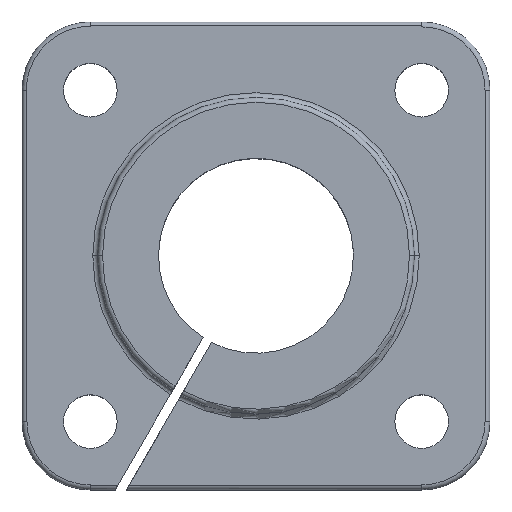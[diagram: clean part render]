
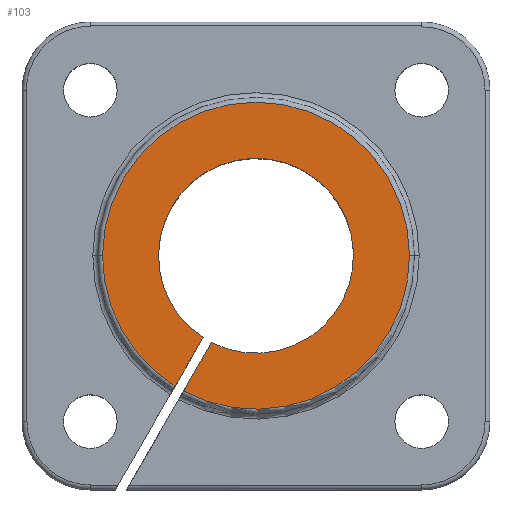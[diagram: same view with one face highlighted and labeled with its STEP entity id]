
A CAD part, top view. The second image highlights one B-rep face of the part: STEP entity #103.
In plain terms, the highlighted planar face has unit normal (0, 0, 1).
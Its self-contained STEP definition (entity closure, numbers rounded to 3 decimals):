
#103 = ADVANCED_FACE( '', ( #194 ), #195, .T. );
#194 = FACE_OUTER_BOUND( '', #324, .T. );
#195 = PLANE( '', #325 );
#324 = EDGE_LOOP( '', ( #608, #609, #610, #611, #612, #613, #614 ) );
#325 = AXIS2_PLACEMENT_3D( '', #615, #616, #617 );
#608 = ORIENTED_EDGE( '', *, *, #958, .T. );
#609 = ORIENTED_EDGE( '', *, *, #961, .T. );
#610 = ORIENTED_EDGE( '', *, *, #910, .T. );
#611 = ORIENTED_EDGE( '', *, *, #967, .T. );
#612 = ORIENTED_EDGE( '', *, *, #973, .T. );
#613 = ORIENTED_EDGE( '', *, *, #906, .T. );
#614 = ORIENTED_EDGE( '', *, *, #903, .T. );
#615 = CARTESIAN_POINT( '', ( 0., 63.75, 40. ) );
#616 = DIRECTION( '', ( 0., 0., 1. ) );
#617 = DIRECTION( '', ( 0., 1., 0. ) );
#903 = EDGE_CURVE( '', #1072, #1074, #1076, .T. );
#906 = EDGE_CURVE( '', #1078, #1072, #1081, .T. );
#910 = EDGE_CURVE( '', #1083, #1087, #1089, .T. );
#958 = EDGE_CURVE( '', #1074, #1168, #1170, .T. );
#961 = EDGE_CURVE( '', #1168, #1083, #1174, .T. );
#967 = EDGE_CURVE( '', #1087, #1182, #1184, .T. );
#973 = EDGE_CURVE( '', #1182, #1078, #1193, .T. );
#1072 = VERTEX_POINT( '', #1367 );
#1074 = VERTEX_POINT( '', #1369 );
#1076 = CIRCLE( '', #1388, 31.5 );
#1078 = VERTEX_POINT( '', #1390 );
#1081 = CIRCLE( '', #1393, 31.5 );
#1083 = VERTEX_POINT( '', #1395 );
#1087 = VERTEX_POINT( '', #1400 );
#1089 = CIRCLE( '', #1403, 20. );
#1168 = VERTEX_POINT( '', #1500 );
#1170 = LINE( '', #1503, #1504 );
#1174 = CIRCLE( '', #1509, 20. );
#1182 = VERTEX_POINT( '', #1519 );
#1184 = LINE( '', #1538, #1539 );
#1193 = CIRCLE( '', #1553, 31.5 );
#1367 = CARTESIAN_POINT( '', ( -31.5, 48., 40. ) );
#1369 = CARTESIAN_POINT( '', ( -16.608, 21.234, 40. ) );
#1388 = AXIS2_PLACEMENT_3D( '', #1732, #1733, #1734 );
#1390 = CARTESIAN_POINT( '', ( 31.5, 48., 40. ) );
#1393 = AXIS2_PLACEMENT_3D( '', #1741, #1742, #1743 );
#1395 = CARTESIAN_POINT( '', ( 9.121, 65.799, 40. ) );
#1400 = CARTESIAN_POINT( '', ( -9.121, 30.201, 40. ) );
#1403 = AXIS2_PLACEMENT_3D( '', #1749, #1750, #1751 );
#1500 = CARTESIAN_POINT( '', ( -10.854, 31.201, 40. ) );
#1503 = CARTESIAN_POINT( '', ( -21.456, 12.837, 40. ) );
#1504 = VECTOR( '', #1855, 1. );
#1509 = AXIS2_PLACEMENT_3D( '', #1860, #1861, #1862 );
#1519 = CARTESIAN_POINT( '', ( -14.876, 20.234, 40. ) );
#1538 = CARTESIAN_POINT( '', ( -0.718, 44.757, 40. ) );
#1539 = VECTOR( '', #1871, 1. );
#1553 = AXIS2_PLACEMENT_3D( '', #1877, #1878, #1879 );
#1732 = CARTESIAN_POINT( '', ( 0., 48., 40. ) );
#1733 = DIRECTION( '', ( 0., 0., 1. ) );
#1734 = DIRECTION( '', ( 0., 1., 0. ) );
#1741 = CARTESIAN_POINT( '', ( 0., 48., 40. ) );
#1742 = DIRECTION( '', ( 0., 0., 1. ) );
#1743 = DIRECTION( '', ( 0., 1., 0. ) );
#1749 = CARTESIAN_POINT( '', ( 0., 48., 40. ) );
#1750 = DIRECTION( '', ( 0., 0., -1. ) );
#1751 = DIRECTION( '', ( -0.456, -0.89, 0. ) );
#1855 = DIRECTION( '', ( 0.5, 0.866, 0. ) );
#1860 = CARTESIAN_POINT( '', ( 0., 48., 40. ) );
#1861 = DIRECTION( '', ( 0., 0., -1. ) );
#1862 = DIRECTION( '', ( -0.456, -0.89, 0. ) );
#1871 = DIRECTION( '', ( -0.5, -0.866, 0. ) );
#1877 = CARTESIAN_POINT( '', ( 0., 48., 40. ) );
#1878 = DIRECTION( '', ( 0., 0., 1. ) );
#1879 = DIRECTION( '', ( 0., 1., 0. ) );
